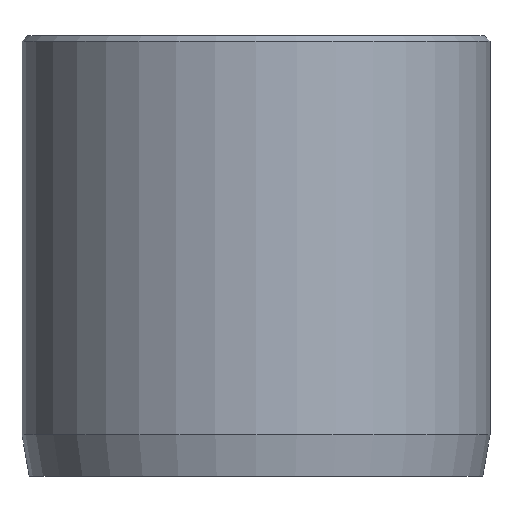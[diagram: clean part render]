
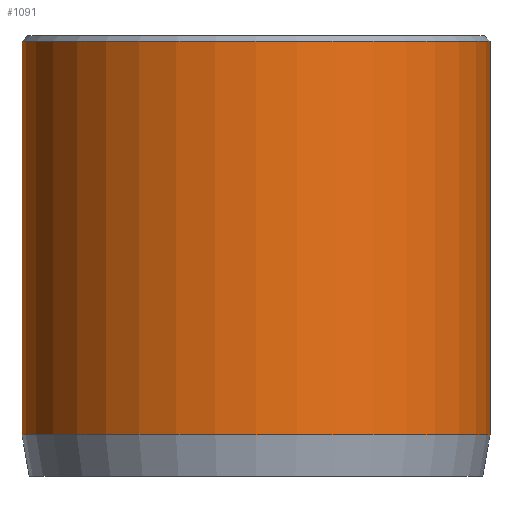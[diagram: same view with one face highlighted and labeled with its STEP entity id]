
A CAD part, front view. The second image highlights one B-rep face of the part: STEP entity #1091.
In plain terms, the highlighted cylindrical face has radius 8.5 mm (diameter 17 mm), a partial arc.
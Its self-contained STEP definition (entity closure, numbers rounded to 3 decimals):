
#1 = AXIS2_PLACEMENT_3D ( 'NONE', #625, #621, #618 ) ;
#77 = ORIENTED_EDGE ( 'NONE', *, *, #972, .F. ) ;
#100 = DIRECTION ( 'NONE',  ( 0., 0., -1. ) ) ;
#175 = DIRECTION ( 'NONE',  ( 0., 0., -1. ) ) ;
#187 = VERTEX_POINT ( 'NONE', #937 ) ;
#211 = DIRECTION ( 'NONE',  ( 0., 0., -1. ) ) ;
#257 = DIRECTION ( 'NONE',  ( 0., 0., -1. ) ) ;
#276 = CARTESIAN_POINT ( 'NONE',  ( 8.5, 0., 16. ) ) ;
#291 = VECTOR ( 'NONE', #175, 1000. ) ;
#292 = ORIENTED_EDGE ( 'NONE', *, *, #1174, .T. ) ;
#304 = EDGE_CURVE ( 'NONE', #679, #765, #1117, .T. ) ;
#322 = VERTEX_POINT ( 'NONE', #555 ) ;
#434 = LINE ( 'NONE', #580, #1170 ) ;
#460 = ORIENTED_EDGE ( 'NONE', *, *, #304, .T. ) ;
#555 = CARTESIAN_POINT ( 'NONE',  ( -8.5, 0., 15.8 ) ) ;
#577 = DIRECTION ( 'NONE',  ( -1., 0., 0. ) ) ;
#580 = CARTESIAN_POINT ( 'NONE',  ( -8.5, 0., 16. ) ) ;
#590 = EDGE_LOOP ( 'NONE', ( #77, #1223, #292, #460 ) ) ;
#618 = DIRECTION ( 'NONE',  ( 1., 0., 0. ) ) ;
#621 = DIRECTION ( 'NONE',  ( 0., 0., 1. ) ) ;
#625 = CARTESIAN_POINT ( 'NONE',  ( 0., 0., 1.5 ) ) ;
#670 = CIRCLE ( 'NONE', #1180, 8.5 ) ;
#679 = VERTEX_POINT ( 'NONE', #710 ) ;
#710 = CARTESIAN_POINT ( 'NONE',  ( -8.5, 0., 1.5 ) ) ;
#730 = CARTESIAN_POINT ( 'NONE',  ( 8.5, 0., 1.5 ) ) ;
#765 = VERTEX_POINT ( 'NONE', #730 ) ;
#818 = EDGE_CURVE ( 'NONE', #187, #322, #670, .T. ) ;
#834 = CARTESIAN_POINT ( 'NONE',  ( 0., 0., 15.8 ) ) ;
#936 = DIRECTION ( 'NONE',  ( 1., 0., 0. ) ) ;
#937 = CARTESIAN_POINT ( 'NONE',  ( 8.5, 0., 15.8 ) ) ;
#966 = FACE_OUTER_BOUND ( 'NONE', #590, .T. ) ;
#972 = EDGE_CURVE ( 'NONE', #187, #765, #1095, .T. ) ;
#1013 = AXIS2_PLACEMENT_3D ( 'NONE', #1258, #100, #577 ) ;
#1091 = ADVANCED_FACE ( 'NONE', ( #966 ), #1200, .T. ) ;
#1095 = LINE ( 'NONE', #276, #291 ) ;
#1117 = CIRCLE ( 'NONE', #1, 8.5 ) ;
#1170 = VECTOR ( 'NONE', #211, 1000. ) ;
#1174 = EDGE_CURVE ( 'NONE', #322, #679, #434, .T. ) ;
#1180 = AXIS2_PLACEMENT_3D ( 'NONE', #834, #257, #936 ) ;
#1200 = CYLINDRICAL_SURFACE ( 'NONE', #1013, 8.5 ) ;
#1223 = ORIENTED_EDGE ( 'NONE', *, *, #818, .T. ) ;
#1258 = CARTESIAN_POINT ( 'NONE',  ( 0., 0., 16. ) ) ;
